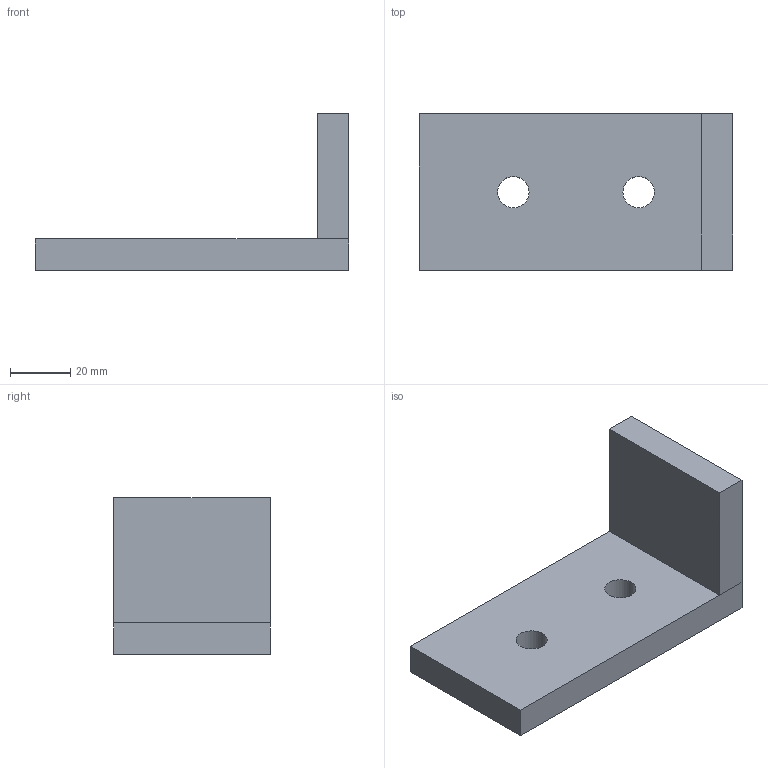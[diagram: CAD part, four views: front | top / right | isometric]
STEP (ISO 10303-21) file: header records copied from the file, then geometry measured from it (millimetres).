
FILE_DESCRIPTION(('Open CASCADE Model'),'2;1');
FILE_NAME('Open CASCADE Shape Model','2026-02-27T12:04:10',('Author'),( 'Open CASCADE'),'Open CASCADE STEP processor 7.9','Open CASCADE 7.9' ,'Unknown');
FILE_SCHEMA(('AUTOMOTIVE_DESIGN { 1 0 10303 214 1 1 1 1 }'));
Length unit declared in the file: millimetre
Products named in the file (1): Open CASCADE STEP translator 7.9 2
Bounding box: 103.71 x 51.86 x 51.86 mm (x, y, z)
Volume: 76339.8 mm3; surface area: 19484.6 mm2
Topology: 1 solids, 1 shells, 13 faces, 29 edges, 18 vertices
Faces by surface type: plane 11, cylinder 2
Full cylindrical faces by diameter (mm): 10.371 x2
Entity records: 750 total; most frequent: CARTESIAN_POINT 119, DIRECTION 119, LINE 79, VECTOR 79, ORIENTED_EDGE 58, PCURVE 58, DEFINITIONAL_REPRESENTATION 58, EDGE_CURVE 29
